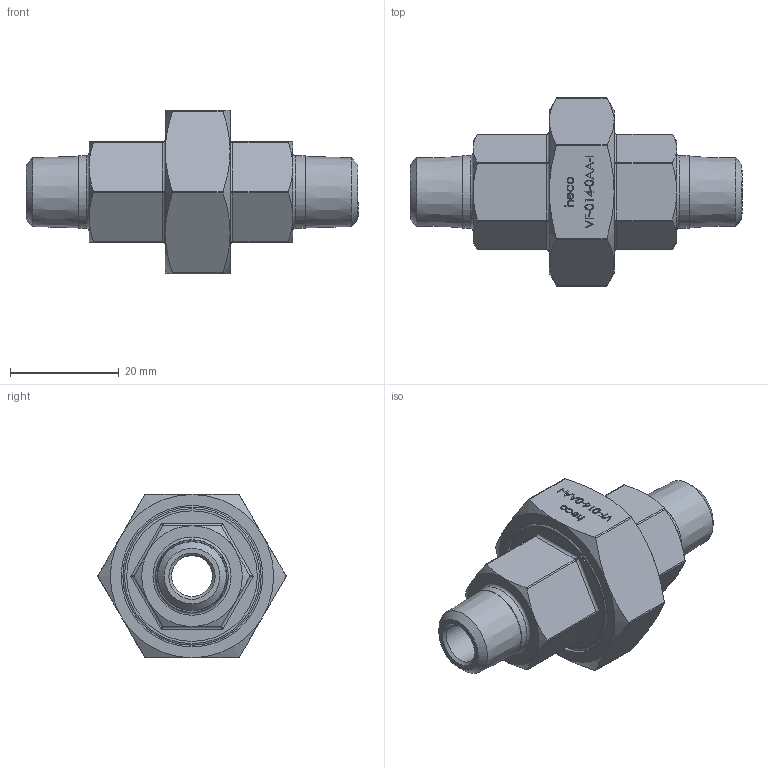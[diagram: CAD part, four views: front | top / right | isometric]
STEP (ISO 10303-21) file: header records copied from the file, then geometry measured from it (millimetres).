
FILE_DESCRIPTION (( 'STEP AP214' ), '1' );
FILE_NAME ('heco_VF-014-0AA-I.STEP', '2016-07-05T15:47:44', ( '' ), ( '' ), 'SwSTEP 2.0', 'SolidWorks 2011', '' );
FILE_SCHEMA (( 'AUTOMOTIVE_DESIGN' ));
Length unit declared in the file: millimetre
Products named in the file (1): heco_VF-014-0AA-I
Bounding box: 61 x 34.55 x 30.05 mm (x, y, z)
Volume: 15229.6 mm3; surface area: 7058.5 mm2
Topology: 1 solids, 1 shells, 280 faces, 679 edges, 422 vertices
Faces by surface type: plane 140, bspline 65, cylinder 38, cone 34, torus 3
Full cylindrical faces by diameter (mm): 7.5 x2, 11.5 x1, 13.357 x2, 24 x1, 25.4 x1, 26 x1
Entity records: 13011 total; most frequent: CARTESIAN_POINT 5518, ORIENTED_EDGE 1284, DIRECTION 914, EDGE_CURVE 642, VERTEX_POINT 418, LINE 374, VECTOR 374, EDGE_LOOP 336
